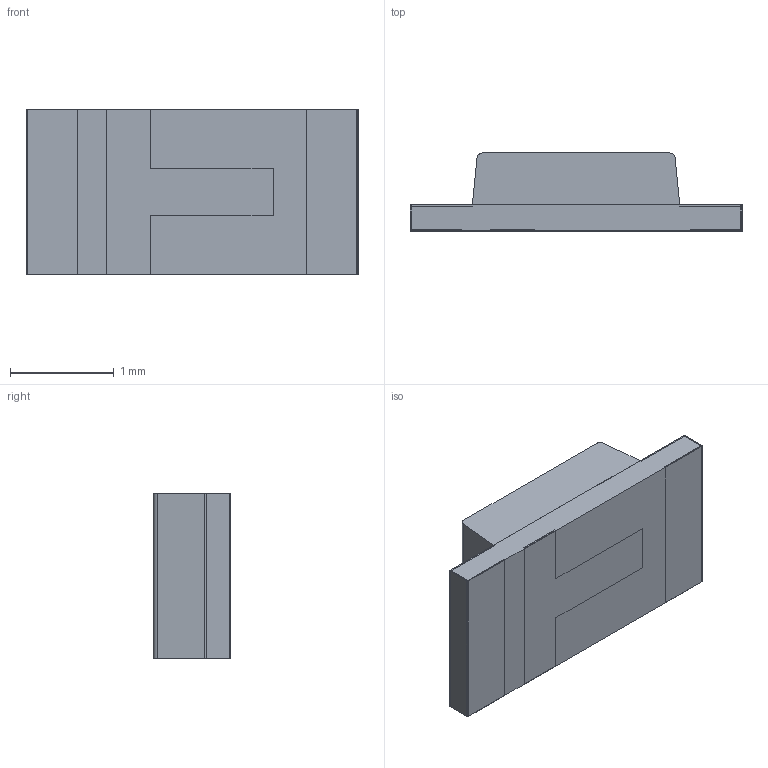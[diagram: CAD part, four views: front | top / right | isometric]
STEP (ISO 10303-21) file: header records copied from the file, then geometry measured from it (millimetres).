
FILE_DESCRIPTION (( 'STEP AP214' ), '1' );
FILE_NAME ('XZxx55-1.STEP', '2015-08-25T18:26:33', ( '' ), ( '' ), 'SwSTEP 2.0', 'SolidWorks 2012', '' );
FILE_SCHEMA (( 'AUTOMOTIVE_DESIGN' ));
Length unit declared in the file: millimetre
Products named in the file (1): XZxx55-1
Bounding box: 3.2 x 0.75 x 1.6 mm (x, y, z)
Volume: 2.9 mm3; surface area: 33.8 mm2
Topology: 9 solids, 9 shells, 60 faces, 126 edges, 84 vertices
Faces by surface type: plane 58, cylinder 2
Entity records: 1680 total; most frequent: CARTESIAN_POINT 271, DIRECTION 252, ORIENTED_EDGE 252, EDGE_CURVE 126, VECTOR 122, LINE 122, VERTEX_POINT 84, AXIS2_PLACEMENT_3D 65
